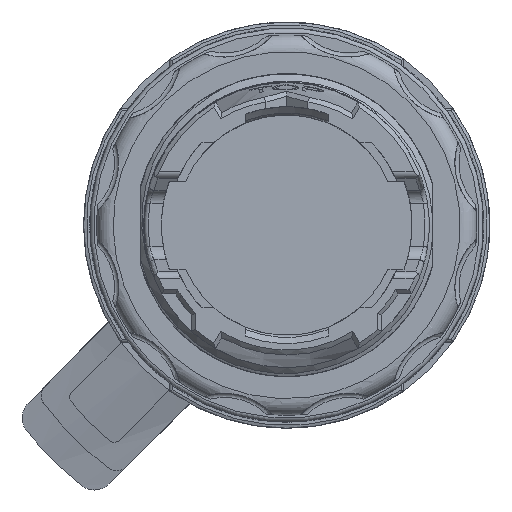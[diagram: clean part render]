
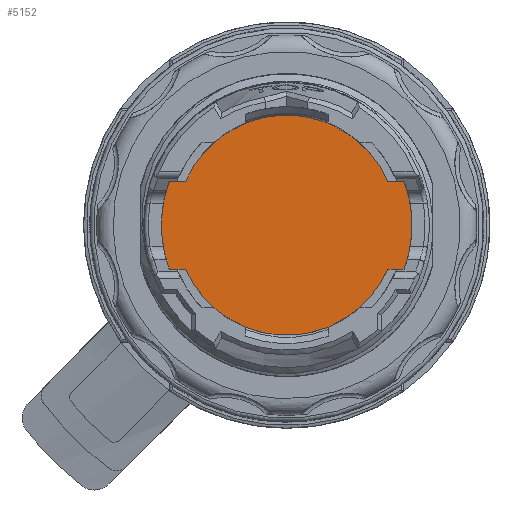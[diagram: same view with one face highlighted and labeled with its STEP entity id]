
A CAD part, front view. The second image highlights one B-rep face of the part: STEP entity #5152.
In plain terms, the highlighted planar face has unit normal (0, -1, 0).
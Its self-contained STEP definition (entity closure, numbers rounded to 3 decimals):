
#726=LINE('',#33036,#1544);
#729=LINE('',#33041,#1547);
#733=LINE('',#33050,#1551);
#738=LINE('',#33059,#1556);
#1544=VECTOR('',#21387,1.);
#1547=VECTOR('',#21392,1.);
#1551=VECTOR('',#21402,1.);
#1556=VECTOR('',#21409,1.);
#2583=FACE_OUTER_BOUND('',#6718,.T.);
#5152=ADVANCED_FACE('',(#2583),#5833,.F.);
#5833=PLANE('',#19046);
#6718=EDGE_LOOP('',(#10100,#10101,#10102,#10103,#10104,#10105,#10106,#10107,
#10108,#10109,#10110,#10111));
#10100=ORIENTED_EDGE('',*,*,#15695,.F.);
#10101=ORIENTED_EDGE('',*,*,#15691,.F.);
#10102=ORIENTED_EDGE('',*,*,#15361,.F.);
#10103=ORIENTED_EDGE('',*,*,#15995,.F.);
#10104=ORIENTED_EDGE('',*,*,#15357,.F.);
#10105=ORIENTED_EDGE('',*,*,#15701,.F.);
#10106=ORIENTED_EDGE('',*,*,#15704,.F.);
#10107=ORIENTED_EDGE('',*,*,#15696,.F.);
#10108=ORIENTED_EDGE('',*,*,#15347,.F.);
#10109=ORIENTED_EDGE('',*,*,#15994,.F.);
#10110=ORIENTED_EDGE('',*,*,#15343,.F.);
#10111=ORIENTED_EDGE('',*,*,#15688,.F.);
#13356=VERTEX_POINT('',#28414);
#13357=VERTEX_POINT('',#28416);
#13360=VERTEX_POINT('',#28440);
#13361=VERTEX_POINT('',#28442);
#13368=VERTEX_POINT('',#28459);
#13369=VERTEX_POINT('',#28461);
#13372=VERTEX_POINT('',#28485);
#13373=VERTEX_POINT('',#28487);
#13564=VERTEX_POINT('',#33035);
#13566=VERTEX_POINT('',#33042);
#13568=VERTEX_POINT('',#33051);
#13570=VERTEX_POINT('',#33058);
#15343=EDGE_CURVE('',#13356,#13357,#17648,.T.);
#15347=EDGE_CURVE('',#13360,#13361,#17650,.T.);
#15357=EDGE_CURVE('',#13368,#13369,#17654,.T.);
#15361=EDGE_CURVE('',#13372,#13373,#17656,.T.);
#15688=EDGE_CURVE('',#13564,#13356,#726,.T.);
#15691=EDGE_CURVE('',#13373,#13566,#729,.T.);
#15695=EDGE_CURVE('',#13566,#13564,#17701,.T.);
#15696=EDGE_CURVE('',#13361,#13568,#733,.T.);
#15701=EDGE_CURVE('',#13570,#13368,#738,.T.);
#15704=EDGE_CURVE('',#13568,#13570,#17702,.T.);
#15994=EDGE_CURVE('',#13357,#13360,#17757,.T.);
#15995=EDGE_CURVE('',#13369,#13372,#17758,.T.);
#17648=CIRCLE('',#18632,8.);
#17650=CIRCLE('',#18634,8.);
#17654=CIRCLE('',#18639,8.);
#17656=CIRCLE('',#18641,8.);
#17701=CIRCLE('',#18813,9.1);
#17702=CIRCLE('',#18817,9.1);
#17757=CIRCLE('',#19042,8.);
#17758=CIRCLE('',#19044,8.);
#18632=AXIS2_PLACEMENT_3D('',#28415,#20887,#20888);
#18634=AXIS2_PLACEMENT_3D('',#28441,#20891,#20892);
#18639=AXIS2_PLACEMENT_3D('',#28460,#20907,#20908);
#18641=AXIS2_PLACEMENT_3D('',#28486,#20911,#20912);
#18813=AXIS2_PLACEMENT_3D('',#33048,#21398,#21399);
#18817=AXIS2_PLACEMENT_3D('',#33064,#21414,#21415);
#19042=AXIS2_PLACEMENT_3D('',#34993,#22012,#22013);
#19044=AXIS2_PLACEMENT_3D('',#34995,#22016,#22017);
#19046=AXIS2_PLACEMENT_3D('',#34997,#22020,#22021);
#20887=DIRECTION('',(0.,1.,0.));
#20888=DIRECTION('',(1.,0.,0.));
#20891=DIRECTION('',(0.,1.,0.));
#20892=DIRECTION('',(1.,0.,0.));
#20907=DIRECTION('',(0.,1.,0.));
#20908=DIRECTION('',(1.,0.,0.));
#20911=DIRECTION('',(0.,1.,0.));
#20912=DIRECTION('',(1.,0.,0.));
#21387=DIRECTION('',(-1.,0.,0.));
#21392=DIRECTION('',(1.,0.,0.));
#21398=DIRECTION('',(0.,1.,0.));
#21399=DIRECTION('',(1.,0.,0.));
#21402=DIRECTION('',(-1.,0.,0.));
#21409=DIRECTION('',(1.,0.,0.));
#21414=DIRECTION('',(0.,1.,0.));
#21415=DIRECTION('',(1.,0.,0.));
#22012=DIRECTION('',(0.,1.,0.));
#22013=DIRECTION('',(1.,0.,0.));
#22016=DIRECTION('',(0.,1.,0.));
#22017=DIRECTION('',(1.,0.,0.));
#22020=DIRECTION('',(0.,1.,0.));
#22021=DIRECTION('',(1.,0.,0.));
#28414=CARTESIAN_POINT('',(7.332,-71.6,-3.2));
#28415=CARTESIAN_POINT('',(0.,-71.6,0.));
#28416=CARTESIAN_POINT('',(2.924,-71.6,-7.447));
#28440=CARTESIAN_POINT('',(-2.924,-71.6,-7.447));
#28441=CARTESIAN_POINT('',(0.,-71.6,0.));
#28442=CARTESIAN_POINT('',(-7.332,-71.6,-3.2));
#28459=CARTESIAN_POINT('',(-7.332,-71.6,3.2));
#28460=CARTESIAN_POINT('',(0.,-71.6,0.));
#28461=CARTESIAN_POINT('',(-2.924,-71.6,7.447));
#28485=CARTESIAN_POINT('',(2.924,-71.6,7.447));
#28486=CARTESIAN_POINT('',(0.,-71.6,0.));
#28487=CARTESIAN_POINT('',(7.332,-71.6,3.2));
#33035=CARTESIAN_POINT('',(8.519,-71.6,-3.2));
#33036=CARTESIAN_POINT('',(8.519,-71.6,-3.2));
#33041=CARTESIAN_POINT('',(7.332,-71.6,3.2));
#33042=CARTESIAN_POINT('',(8.519,-71.6,3.2));
#33048=CARTESIAN_POINT('',(0.,-71.6,0.));
#33050=CARTESIAN_POINT('',(-7.332,-71.6,-3.2));
#33051=CARTESIAN_POINT('',(-8.519,-71.6,-3.2));
#33058=CARTESIAN_POINT('',(-8.519,-71.6,3.2));
#33059=CARTESIAN_POINT('',(-8.519,-71.6,3.2));
#33064=CARTESIAN_POINT('',(0.,-71.6,0.));
#34993=CARTESIAN_POINT('',(0.,-71.6,0.));
#34995=CARTESIAN_POINT('',(0.,-71.6,0.));
#34997=CARTESIAN_POINT('',(0.,-71.6,0.));
